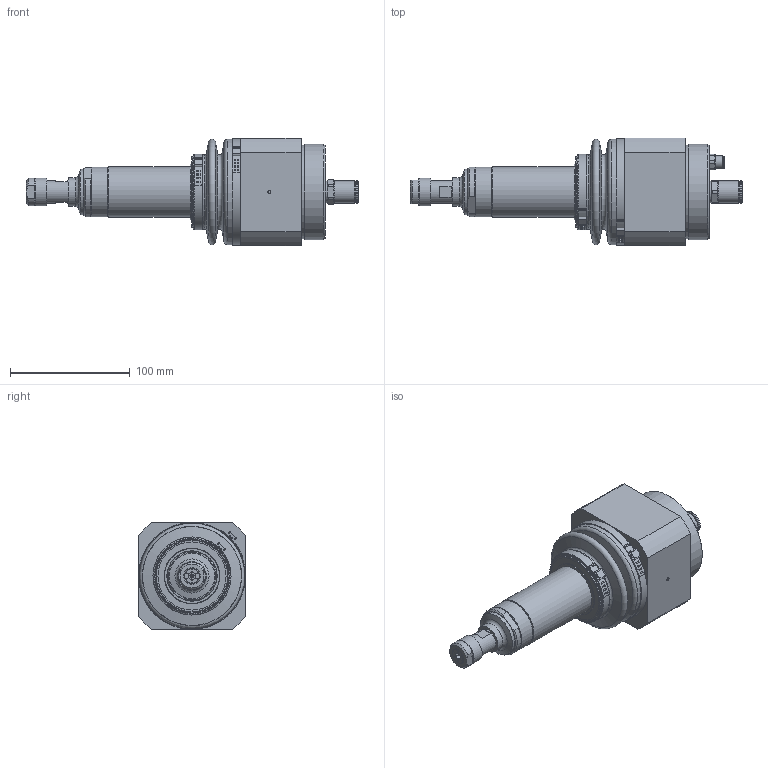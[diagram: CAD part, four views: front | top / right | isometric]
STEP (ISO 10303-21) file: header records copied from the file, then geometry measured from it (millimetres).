
FILE_DESCRIPTION(/* description */ (''),/* implementation_level */ '2;1');
FILE_NAME(/* name */ 'ESR 30_60051095.stp',/* time_stamp */ '2020-01-16T09:50:58+01:00',/* author */ ('ibasyouni'),/* organization */ (''),/* preprocessor_version */ 'ST-DEVELOPER v17',/* originating_system */ 'Autodesk Inventor 2018',/* authorisation */ '');
FILE_SCHEMA (('CONFIG_CONTROL_DESIGN'));
Length unit declared in the file: millimetre
Products named in the file (1): ESR 30_60051095
Bounding box: 277.47 x 90 x 90 mm (x, y, z)
Volume: 1013561.5 mm3; surface area: 227326.1 mm2
Topology: 17 solids, 17 shells, 915 faces, 2652 edges, 1803 vertices
Faces by surface type: cylinder 415, plane 267, cone 203, torus 29, sphere 1
Full cylindrical faces by diameter (mm): 1.6 x1, 2.5 x1, 4 x4, 4.917 x4, 5.999 x2, 6 x17, 6.1 x1, 7.2 x1, 8.382 x1, 8.5 x2, 8.565 x1, 8.566 x1, 9.1 x1, 9.525 x1, 9.728 x1, 9.9 x1, 10.095 x1, 10.5 x1, 10.6 x1, 11.445 x2, 12 x1, 13.157 x1, 13.2 x2, 15 x1, 15.1 x1, 17 x1, 17.917 x1, 18 x1, 18.5 x2, 19 x3
Entity records: 32802 total; most frequent: CARTESIAN_POINT 6968, DIRECTION 5468, ORIENTED_EDGE 5282, EDGE_CURVE 2641, AXIS2_PLACEMENT_3D 2330, VERTEX_POINT 1803, CIRCLE 1414, EDGE_LOOP 1040
